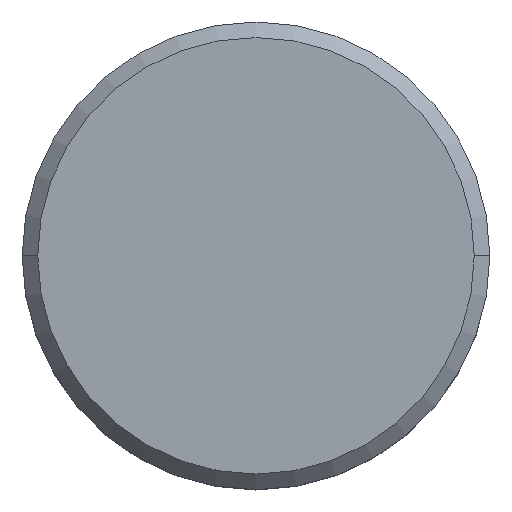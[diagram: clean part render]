
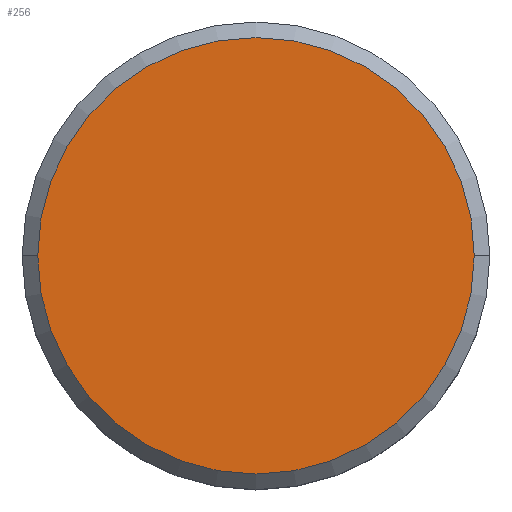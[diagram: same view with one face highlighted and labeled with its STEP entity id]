
A CAD part, top view. The second image highlights one B-rep face of the part: STEP entity #256.
In plain terms, the highlighted planar face has unit normal (0, 0, 1).
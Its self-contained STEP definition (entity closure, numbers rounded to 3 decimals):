
#3 = CARTESIAN_POINT ( 'NONE',  ( -7., 0., 0. ) ) ;
#20 = CIRCLE ( 'NONE', #324, 7. ) ;
#31 = VERTEX_POINT ( 'NONE', #63 ) ;
#63 = CARTESIAN_POINT ( 'NONE',  ( 7., 0., 0. ) ) ;
#166 = DIRECTION ( 'NONE',  ( 1., 0., 0. ) ) ;
#200 = ORIENTED_EDGE ( 'NONE', *, *, #596, .T. ) ;
#213 = DIRECTION ( 'NONE',  ( 0., 0., 1. ) ) ;
#216 = DIRECTION ( 'NONE',  ( 1., 0., 0. ) ) ;
#237 = VERTEX_POINT ( 'NONE', #3 ) ;
#256 = ADVANCED_FACE ( 'NONE', ( #505 ), #547, .T. ) ;
#271 = CARTESIAN_POINT ( 'NONE',  ( 0., 0., 0. ) ) ;
#278 = CARTESIAN_POINT ( 'NONE',  ( 0., 0., 0. ) ) ;
#313 = AXIS2_PLACEMENT_3D ( 'NONE', #271, #321, #166 ) ;
#321 = DIRECTION ( 'NONE',  ( 0., 0., 1. ) ) ;
#324 = AXIS2_PLACEMENT_3D ( 'NONE', #449, #213, #586 ) ;
#329 = EDGE_LOOP ( 'NONE', ( #200, #339 ) ) ;
#339 = ORIENTED_EDGE ( 'NONE', *, *, #416, .T. ) ;
#398 = AXIS2_PLACEMENT_3D ( 'NONE', #278, #460, #216 ) ;
#416 = EDGE_CURVE ( 'NONE', #31, #237, #20, .T. ) ;
#449 = CARTESIAN_POINT ( 'NONE',  ( 0., 0., 0. ) ) ;
#453 = CIRCLE ( 'NONE', #398, 7. ) ;
#460 = DIRECTION ( 'NONE',  ( 0., 0., 1. ) ) ;
#505 = FACE_OUTER_BOUND ( 'NONE', #329, .T. ) ;
#547 = PLANE ( 'NONE',  #313 ) ;
#586 = DIRECTION ( 'NONE',  ( 1., 0., 0. ) ) ;
#596 = EDGE_CURVE ( 'NONE', #237, #31, #453, .T. ) ;
